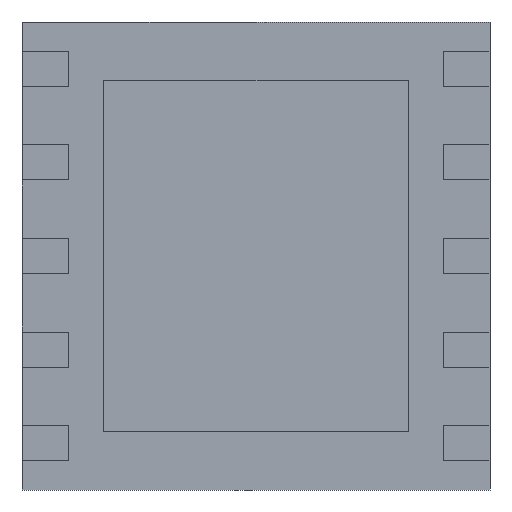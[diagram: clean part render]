
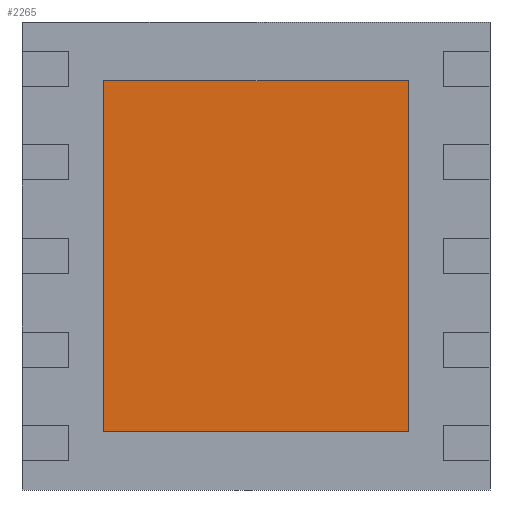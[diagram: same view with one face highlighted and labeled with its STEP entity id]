
A CAD part, front view. The second image highlights one B-rep face of the part: STEP entity #2265.
In plain terms, the highlighted planar face has unit normal (0, -1, 0).
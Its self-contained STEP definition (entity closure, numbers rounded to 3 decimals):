
#57 = EDGE_CURVE ( 'NONE', #2729, #2811, #1456, .T. ) ;
#289 = CARTESIAN_POINT ( 'NONE',  ( 1.3, 0., 1.5 ) ) ;
#517 = DIRECTION ( 'NONE',  ( 0., 0., 1. ) ) ;
#519 = VECTOR ( 'NONE', #1160, 1000. ) ;
#546 = CARTESIAN_POINT ( 'NONE',  ( 1.3, 0., -1.5 ) ) ;
#782 = FACE_OUTER_BOUND ( 'NONE', #1799, .T. ) ;
#811 = LINE ( 'NONE', #1096, #519 ) ;
#837 = DIRECTION ( 'NONE',  ( -1., 0., 0. ) ) ;
#870 = ORIENTED_EDGE ( 'NONE', *, *, #1140, .T. ) ;
#896 = VERTEX_POINT ( 'NONE', #2588 ) ;
#994 = EDGE_CURVE ( 'NONE', #2811, #3271, #1438, .T. ) ;
#1016 = LINE ( 'NONE', #546, #2846 ) ;
#1022 = EDGE_CURVE ( 'NONE', #896, #2729, #1016, .T. ) ;
#1096 = CARTESIAN_POINT ( 'NONE',  ( -1.3, 0., 1.5 ) ) ;
#1140 = EDGE_CURVE ( 'NONE', #3271, #896, #811, .T. ) ;
#1154 = ORIENTED_EDGE ( 'NONE', *, *, #994, .T. ) ;
#1160 = DIRECTION ( 'NONE',  ( 0., 0., -1. ) ) ;
#1427 = CARTESIAN_POINT ( 'NONE',  ( 1.3, 0., -1.5 ) ) ;
#1438 = LINE ( 'NONE', #2649, #2329 ) ;
#1456 = LINE ( 'NONE', #289, #2261 ) ;
#1472 = DIRECTION ( 'NONE',  ( 0., -1., 0. ) ) ;
#1799 = EDGE_LOOP ( 'NONE', ( #1154, #870, #3232, #3422 ) ) ;
#2261 = VECTOR ( 'NONE', #517, 1000. ) ;
#2265 = ADVANCED_FACE ( 'NONE', ( #782 ), #3359, .T. ) ;
#2272 = AXIS2_PLACEMENT_3D ( 'NONE', #3383, #1472, #2819 ) ;
#2282 = CARTESIAN_POINT ( 'NONE',  ( -1.3, 0., 1.5 ) ) ;
#2329 = VECTOR ( 'NONE', #837, 1000. ) ;
#2588 = CARTESIAN_POINT ( 'NONE',  ( -1.3, 0., -1.5 ) ) ;
#2649 = CARTESIAN_POINT ( 'NONE',  ( 1.3, 0., 1.5 ) ) ;
#2729 = VERTEX_POINT ( 'NONE', #1427 ) ;
#2790 = CARTESIAN_POINT ( 'NONE',  ( 1.3, 0., 1.5 ) ) ;
#2811 = VERTEX_POINT ( 'NONE', #2790 ) ;
#2819 = DIRECTION ( 'NONE',  ( 0., 0., -1. ) ) ;
#2846 = VECTOR ( 'NONE', #3219, 1000. ) ;
#3219 = DIRECTION ( 'NONE',  ( 1., 0., 0. ) ) ;
#3232 = ORIENTED_EDGE ( 'NONE', *, *, #1022, .T. ) ;
#3271 = VERTEX_POINT ( 'NONE', #2282 ) ;
#3359 = PLANE ( 'NONE',  #2272 ) ;
#3383 = CARTESIAN_POINT ( 'NONE',  ( 0., 0., 0. ) ) ;
#3422 = ORIENTED_EDGE ( 'NONE', *, *, #57, .T. ) ;
